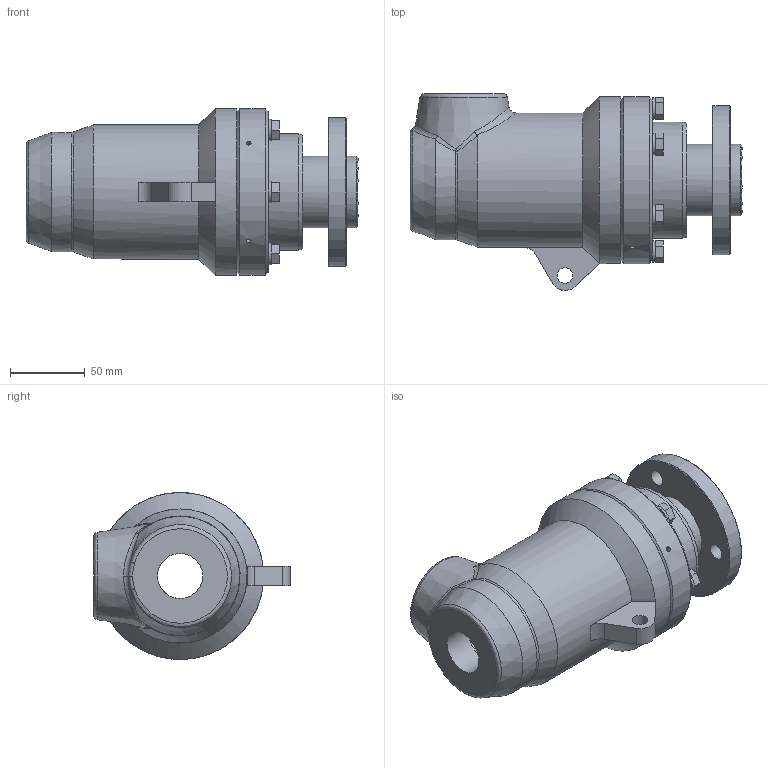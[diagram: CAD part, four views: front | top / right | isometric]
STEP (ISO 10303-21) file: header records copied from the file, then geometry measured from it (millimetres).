
FILE_DESCRIPTION (( 'STEP AP214' ), '1' );
FILE_NAME ('TUR-HTF32-TO.STEP', '2016-08-22T13:20:48', ( '' ), ( '' ), 'SwSTEP 2.0', 'SolidWorks 2016', '' );
FILE_SCHEMA (( 'AUTOMOTIVE_DESIGN' ));
Length unit declared in the file: millimetre
Products named in the file (1): TUR-HTF32-TO
Bounding box: 222.79 x 131.98 x 112 mm (x, y, z)
Surface area: 181078.6 mm2 (no closed solid volume)
Topology: 0 solids, 2 shells, 289 faces, 814 edges, 533 vertices
Faces by surface type: plane 194, cylinder 58, cone 20, bspline 17
Full cylindrical faces by diameter (mm): 3 x2, 8 x6, 9 x6, 10.5 x1, 11 x4, 30.29 x1, 32 x1, 38.95 x1, 41.8 x1, 42 x1, 48 x3, 50 x1, 52 x1, 66 x1, 75 x1, 78 x2, 90 x1, 100 x1, 112 x2
Entity records: 22533 total; most frequent: CARTESIAN_POINT 13437, ORIENTED_EDGE 1460, DIRECTION 899, EDGE_CURVE 734, VERTEX_POINT 507, B_SPLINE_CURVE_WITH_KNOTS 406, EDGE_LOOP 385, FACE_OUTER_BOUND 327
